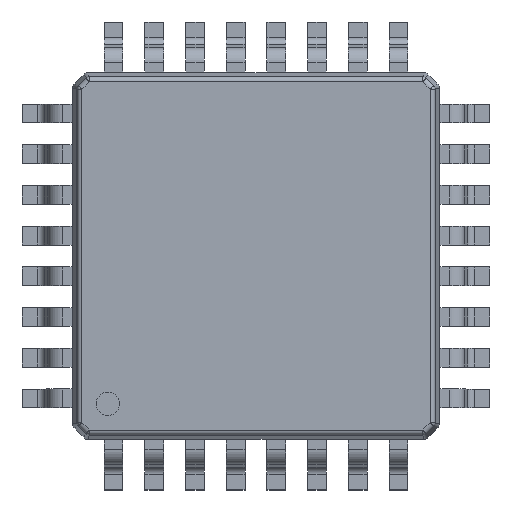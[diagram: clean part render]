
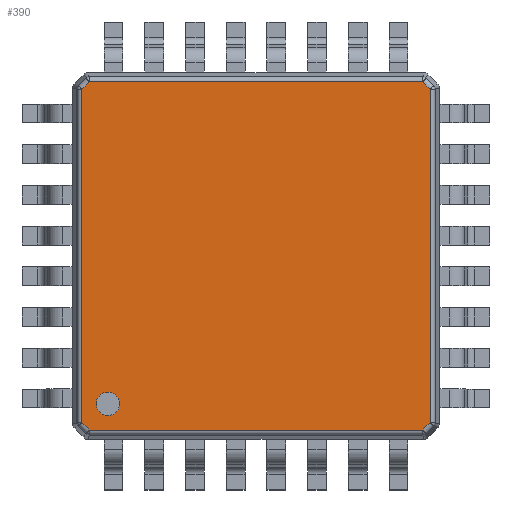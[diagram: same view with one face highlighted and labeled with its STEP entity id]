
A CAD part, top view. The second image highlights one B-rep face of the part: STEP entity #390.
In plain terms, the highlighted planar face has unit normal (0, 0, 1).
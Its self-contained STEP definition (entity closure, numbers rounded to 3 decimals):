
#390=ADVANCED_FACE('',(#5350,#5352),#5354,.T.);
#5350=FACE_BOUND('',#5351,.T.);
#5351=EDGE_LOOP('',(#9408,#9409,#9410,#9411,#9412,#9413,#9414,#9415));
#5352=FACE_BOUND('',#5353,.T.);
#5353=EDGE_LOOP('',(#9416));
#5354=PLANE('',#5355);
#5355=AXIS2_PLACEMENT_3D('',#5356,#5357,#5358);
#5356=CARTESIAN_POINT('',(0.,0.,1.2));
#5357=DIRECTION('',(0.,0.,1.));
#5358=DIRECTION('',(1.,0.,0.));
#9408=ORIENTED_EDGE('',*,*,#12164,.T.);
#9409=ORIENTED_EDGE('',*,*,#12165,.T.);
#9410=ORIENTED_EDGE('',*,*,#12166,.T.);
#9411=ORIENTED_EDGE('',*,*,#12167,.T.);
#9412=ORIENTED_EDGE('',*,*,#12168,.T.);
#9413=ORIENTED_EDGE('',*,*,#12169,.T.);
#9414=ORIENTED_EDGE('',*,*,#12170,.T.);
#9415=ORIENTED_EDGE('',*,*,#12171,.T.);
#9416=ORIENTED_EDGE('',*,*,#12163,.F.);
#12163=EDGE_CURVE('',#13605,#13605,#13606,.T.);
#12164=EDGE_CURVE('',#13607,#13608,#13609,.T.);
#12165=EDGE_CURVE('',#13608,#13610,#13611,.T.);
#12166=EDGE_CURVE('',#13610,#13612,#13613,.T.);
#12167=EDGE_CURVE('',#13612,#13614,#13615,.T.);
#12168=EDGE_CURVE('',#13614,#13616,#13617,.T.);
#12169=EDGE_CURVE('',#13616,#13618,#13619,.T.);
#12170=EDGE_CURVE('',#13618,#13620,#13621,.T.);
#12171=EDGE_CURVE('',#13620,#13607,#13622,.T.);
#13605=VERTEX_POINT('',#16218);
#13606=CIRCLE('',#16219,0.23);
#13607=VERTEX_POINT('',#16223);
#13608=VERTEX_POINT('',#16224);
#13609=LINE('',#16225,#16226);
#13610=VERTEX_POINT('',#16228);
#13611=LINE('',#16229,#16230);
#13612=VERTEX_POINT('',#16232);
#13613=LINE('',#16233,#16234);
#13614=VERTEX_POINT('',#16236);
#13615=LINE('',#16237,#16238);
#13616=VERTEX_POINT('',#16240);
#13617=LINE('',#16241,#16242);
#13618=VERTEX_POINT('',#16244);
#13619=LINE('',#16245,#16246);
#13620=VERTEX_POINT('',#16248);
#13621=LINE('',#16249,#16250);
#13622=LINE('',#16252,#16253);
#16218=CARTESIAN_POINT('',(-2.68,-2.91,1.2));
#16219=AXIS2_PLACEMENT_3D('',#16220,#16221,#16222);
#16220=CARTESIAN_POINT('',(-2.91,-2.91,1.2));
#16221=DIRECTION('',(0.,0.,1.));
#16222=DIRECTION('',(1.,0.,0.));
#16223=CARTESIAN_POINT('',(-3.277,-3.423,1.2));
#16224=CARTESIAN_POINT('',(3.277,-3.423,1.2));
#16225=CARTESIAN_POINT('',(-3.277,-3.423,1.2));
#16226=VECTOR('',#16227,1.);
#16227=DIRECTION('',(1.,0.,0.));
#16228=CARTESIAN_POINT('',(3.423,-3.277,1.2));
#16229=CARTESIAN_POINT('',(3.277,-3.423,1.2));
#16230=VECTOR('',#16231,1.);
#16231=DIRECTION('',(0.707,0.707,0.));
#16232=CARTESIAN_POINT('',(3.423,3.277,1.2));
#16233=CARTESIAN_POINT('',(3.423,-3.277,1.2));
#16234=VECTOR('',#16235,1.);
#16235=DIRECTION('',(0.,1.,0.));
#16236=CARTESIAN_POINT('',(3.277,3.423,1.2));
#16237=CARTESIAN_POINT('',(3.423,3.277,1.2));
#16238=VECTOR('',#16239,1.);
#16239=DIRECTION('',(-0.707,0.707,0.));
#16240=CARTESIAN_POINT('',(-3.277,3.423,1.2));
#16241=CARTESIAN_POINT('',(3.277,3.423,1.2));
#16242=VECTOR('',#16243,1.);
#16243=DIRECTION('',(-1.,0.,0.));
#16244=CARTESIAN_POINT('',(-3.423,3.277,1.2));
#16245=CARTESIAN_POINT('',(-3.277,3.423,1.2));
#16246=VECTOR('',#16247,1.);
#16247=DIRECTION('',(-0.707,-0.707,0.));
#16248=CARTESIAN_POINT('',(-3.423,-3.277,1.2));
#16249=CARTESIAN_POINT('',(-3.423,3.277,1.2));
#16250=VECTOR('',#16251,1.);
#16251=DIRECTION('',(0.,-1.,0.));
#16252=CARTESIAN_POINT('',(-3.423,-3.277,1.2));
#16253=VECTOR('',#16254,1.);
#16254=DIRECTION('',(0.707,-0.707,0.));
